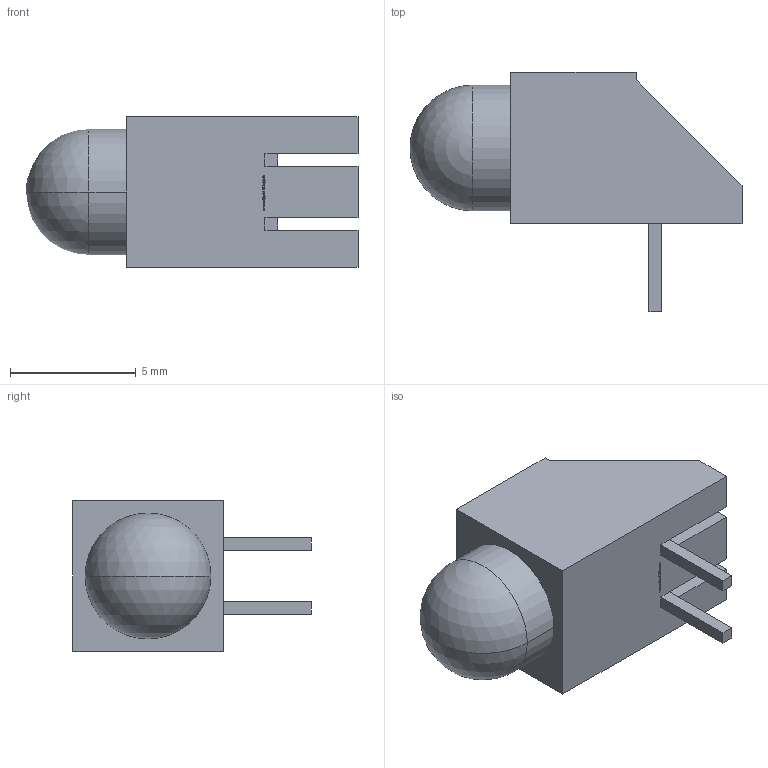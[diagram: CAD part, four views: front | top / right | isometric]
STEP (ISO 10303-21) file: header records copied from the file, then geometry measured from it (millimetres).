
FILE_DESCRIPTION (( 'STEP AP214' ), '1' );
FILE_NAME ('XVB1Lxx50.STEP', '2015-09-04T21:48:41', ( '' ), ( '' ), 'SwSTEP 2.0', 'SolidWorks 2012', '' );
FILE_SCHEMA (( 'AUTOMOTIVE_DESIGN' ));
Length unit declared in the file: millimetre
Products named in the file (1): XVB1Lxx50
Bounding box: 13.2 x 9.5 x 6 mm (x, y, z)
Volume: 323.7 mm3; surface area: 354.5 mm2
Topology: 1 solids, 1 shells, 222 faces, 608 edges, 403 vertices
Faces by surface type: plane 148, bspline 68, cylinder 4, sphere 2
Entity records: 11856 total; most frequent: CARTESIAN_POINT 4424, ORIENTED_EDGE 1208, DIRECTION 788, EDGE_CURVE 604, VECTOR 458, LINE 458, VERTEX_POINT 401, EDGE_LOOP 239
